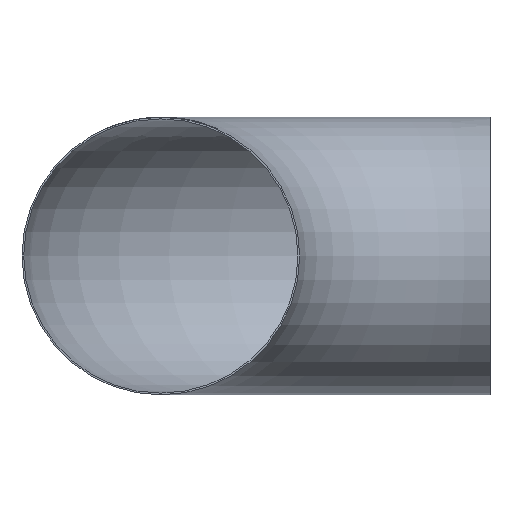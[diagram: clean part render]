
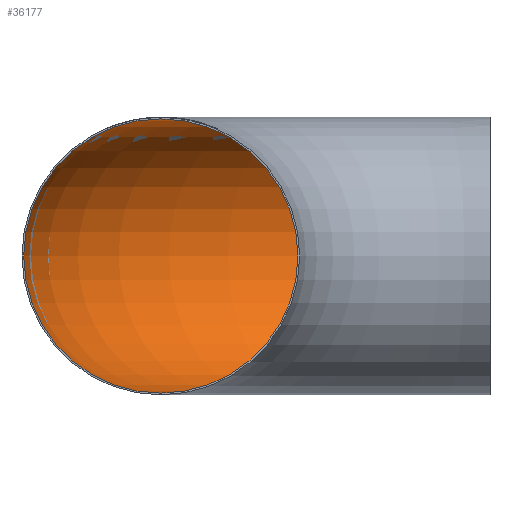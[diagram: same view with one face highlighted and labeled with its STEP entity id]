
A CAD part, front view. The second image highlights one B-rep face of the part: STEP entity #36177.
In plain terms, the highlighted toroidal (fillet/blend) face has major radius 600 mm and minor radius 250 mm.
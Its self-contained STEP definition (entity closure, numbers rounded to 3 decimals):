
#662 = EDGE_LOOP ( 'NONE', ( #5793 ) ) ;
#3105 = CARTESIAN_POINT ( 'NONE',  ( 0., 850., 0. ) ) ;
#3302 = VERTEX_POINT ( 'NONE', #3105 ) ;
#3792 = DIRECTION ( 'NONE',  ( -1., 0., 0. ) ) ;
#5179 = CIRCLE ( 'NONE', #7817, 250. ) ;
#5793 = ORIENTED_EDGE ( 'NONE', *, *, #29404, .F. ) ;
#5795 = EDGE_CURVE ( 'NONE', #3302, #3302, #5179, .T. ) ;
#6188 = CARTESIAN_POINT ( 'NONE',  ( -600., 0., 250. ) ) ;
#7571 = TOROIDAL_SURFACE ( 'NONE', #30555, 600., 250. ) ;
#7817 = AXIS2_PLACEMENT_3D ( 'NONE', #32998, #8550, #36486 ) ;
#8550 = DIRECTION ( 'NONE',  ( 1., 0., 0. ) ) ;
#10754 = AXIS2_PLACEMENT_3D ( 'NONE', #15462, #15858, #40497 ) ;
#10786 = ORIENTED_EDGE ( 'NONE', *, *, #5795, .T. ) ;
#12089 = CIRCLE ( 'NONE', #10754, 250. ) ;
#13065 = CARTESIAN_POINT ( 'NONE',  ( 0., 0., 0. ) ) ;
#15462 = CARTESIAN_POINT ( 'NONE',  ( -600., 0., 0. ) ) ;
#15858 = DIRECTION ( 'NONE',  ( 0., 1., 0. ) ) ;
#19038 = FACE_OUTER_BOUND ( 'NONE', #28383, .T. ) ;
#19637 = FACE_OUTER_BOUND ( 'NONE', #662, .T. ) ;
#22705 = DIRECTION ( 'NONE',  ( 0., 0., -1. ) ) ;
#28383 = EDGE_LOOP ( 'NONE', ( #10786 ) ) ;
#29404 = EDGE_CURVE ( 'NONE', #31455, #31455, #12089, .T. ) ;
#30555 = AXIS2_PLACEMENT_3D ( 'NONE', #13065, #22705, #3792 ) ;
#31455 = VERTEX_POINT ( 'NONE', #6188 ) ;
#32998 = CARTESIAN_POINT ( 'NONE',  ( 0., 600., 0. ) ) ;
#36177 = ADVANCED_FACE ( 'NONE', ( #19038, #19637 ), #7571, .F. ) ;
#36486 = DIRECTION ( 'NONE',  ( 0., 1., 0. ) ) ;
#40497 = DIRECTION ( 'NONE',  ( 0., 0., 1. ) ) ;
